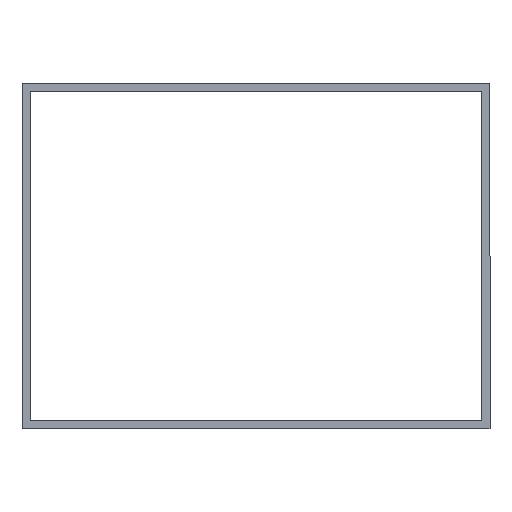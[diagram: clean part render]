
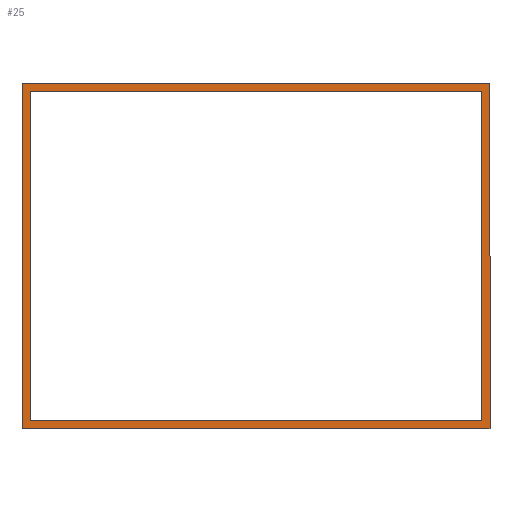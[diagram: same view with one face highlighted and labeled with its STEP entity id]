
A CAD part, top view. The second image highlights one B-rep face of the part: STEP entity #25.
In plain terms, the highlighted planar face has unit normal (0, 0, 1).
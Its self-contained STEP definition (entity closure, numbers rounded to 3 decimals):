
#6 = VECTOR ( 'NONE', #167, 1000. ) ;
#8 = CARTESIAN_POINT ( 'NONE',  ( 34.479, 33.783, 3. ) ) ;
#15 = ORIENTED_EDGE ( 'NONE', *, *, #214, .F. ) ;
#17 = ORIENTED_EDGE ( 'NONE', *, *, #145, .T. ) ;
#25 = ADVANCED_FACE ( 'NONE', ( #228, #262 ), #184, .T. ) ;
#29 = AXIS2_PLACEMENT_3D ( 'NONE', #337, #265, #54 ) ;
#31 = CARTESIAN_POINT ( 'NONE',  ( -78.521, 35.783, 3. ) ) ;
#37 = EDGE_CURVE ( 'NONE', #248, #284, #289, .T. ) ;
#38 = ORIENTED_EDGE ( 'NONE', *, *, #37, .T. ) ;
#40 = VERTEX_POINT ( 'NONE', #160 ) ;
#45 = CARTESIAN_POINT ( 'NONE',  ( -78.521, 35.783, 3. ) ) ;
#53 = CARTESIAN_POINT ( 'NONE',  ( -78.521, -49.217, 3. ) ) ;
#54 = DIRECTION ( 'NONE',  ( 1., 0., 0. ) ) ;
#57 = LINE ( 'NONE', #240, #196 ) ;
#59 = DIRECTION ( 'NONE',  ( 0., -1., 0. ) ) ;
#63 = VECTOR ( 'NONE', #206, 1000. ) ;
#84 = CARTESIAN_POINT ( 'NONE',  ( 34.479, 33.783, 3. ) ) ;
#89 = ORIENTED_EDGE ( 'NONE', *, *, #170, .F. ) ;
#99 = CARTESIAN_POINT ( 'NONE',  ( -76.521, -47.217, 3. ) ) ;
#100 = VERTEX_POINT ( 'NONE', #8 ) ;
#101 = DIRECTION ( 'NONE',  ( -1., 0., 0. ) ) ;
#107 = EDGE_LOOP ( 'NONE', ( #15, #282, #168, #89 ) ) ;
#116 = VECTOR ( 'NONE', #101, 1000. ) ;
#123 = CARTESIAN_POINT ( 'NONE',  ( 36.479, -49.217, 3. ) ) ;
#126 = CARTESIAN_POINT ( 'NONE',  ( -76.521, 33.783, 3. ) ) ;
#136 = LINE ( 'NONE', #31, #268 ) ;
#145 = EDGE_CURVE ( 'NONE', #284, #40, #192, .T. ) ;
#148 = VECTOR ( 'NONE', #336, 1000. ) ;
#160 = CARTESIAN_POINT ( 'NONE',  ( 36.479, 35.783, 3. ) ) ;
#165 = DIRECTION ( 'NONE',  ( 0., -1., 0. ) ) ;
#167 = DIRECTION ( 'NONE',  ( 0., 1., 0. ) ) ;
#168 = ORIENTED_EDGE ( 'NONE', *, *, #304, .F. ) ;
#170 = EDGE_CURVE ( 'NONE', #224, #100, #296, .T. ) ;
#173 = ORIENTED_EDGE ( 'NONE', *, *, #233, .T. ) ;
#174 = VECTOR ( 'NONE', #187, 1000. ) ;
#175 = CARTESIAN_POINT ( 'NONE',  ( -76.521, 33.783, 3. ) ) ;
#184 = PLANE ( 'NONE',  #29 ) ;
#187 = DIRECTION ( 'NONE',  ( 1., 0., 0. ) ) ;
#191 = EDGE_CURVE ( 'NONE', #250, #248, #136, .T. ) ;
#192 = LINE ( 'NONE', #275, #6 ) ;
#196 = VECTOR ( 'NONE', #165, 1000. ) ;
#197 = EDGE_CURVE ( 'NONE', #221, #329, #57, .T. ) ;
#200 = CARTESIAN_POINT ( 'NONE',  ( -78.521, 35.783, 3. ) ) ;
#206 = DIRECTION ( 'NONE',  ( -1., 0., 0. ) ) ;
#214 = EDGE_CURVE ( 'NONE', #329, #224, #321, .T. ) ;
#215 = DIRECTION ( 'NONE',  ( 0., 1., 0. ) ) ;
#221 = VERTEX_POINT ( 'NONE', #175 ) ;
#224 = VERTEX_POINT ( 'NONE', #281 ) ;
#227 = LINE ( 'NONE', #126, #116 ) ;
#228 = FACE_OUTER_BOUND ( 'NONE', #324, .T. ) ;
#229 = VECTOR ( 'NONE', #215, 1000. ) ;
#233 = EDGE_CURVE ( 'NONE', #40, #250, #259, .T. ) ;
#240 = CARTESIAN_POINT ( 'NONE',  ( -76.521, 33.783, 3. ) ) ;
#248 = VERTEX_POINT ( 'NONE', #312 ) ;
#250 = VERTEX_POINT ( 'NONE', #45 ) ;
#259 = LINE ( 'NONE', #200, #63 ) ;
#262 = FACE_BOUND ( 'NONE', #107, .T. ) ;
#265 = DIRECTION ( 'NONE',  ( 0., 0., 1. ) ) ;
#268 = VECTOR ( 'NONE', #59, 1000. ) ;
#275 = CARTESIAN_POINT ( 'NONE',  ( 36.479, 35.783, 3. ) ) ;
#281 = CARTESIAN_POINT ( 'NONE',  ( 34.479, -47.217, 3. ) ) ;
#282 = ORIENTED_EDGE ( 'NONE', *, *, #197, .F. ) ;
#284 = VERTEX_POINT ( 'NONE', #123 ) ;
#289 = LINE ( 'NONE', #53, #174 ) ;
#295 = CARTESIAN_POINT ( 'NONE',  ( -76.521, -47.217, 3. ) ) ;
#296 = LINE ( 'NONE', #84, #229 ) ;
#304 = EDGE_CURVE ( 'NONE', #100, #221, #227, .T. ) ;
#312 = CARTESIAN_POINT ( 'NONE',  ( -78.521, -49.217, 3. ) ) ;
#321 = LINE ( 'NONE', #295, #148 ) ;
#324 = EDGE_LOOP ( 'NONE', ( #330, #38, #17, #173 ) ) ;
#329 = VERTEX_POINT ( 'NONE', #99 ) ;
#330 = ORIENTED_EDGE ( 'NONE', *, *, #191, .T. ) ;
#336 = DIRECTION ( 'NONE',  ( 1., 0., 0. ) ) ;
#337 = CARTESIAN_POINT ( 'NONE',  ( 0., 0., 3. ) ) ;
